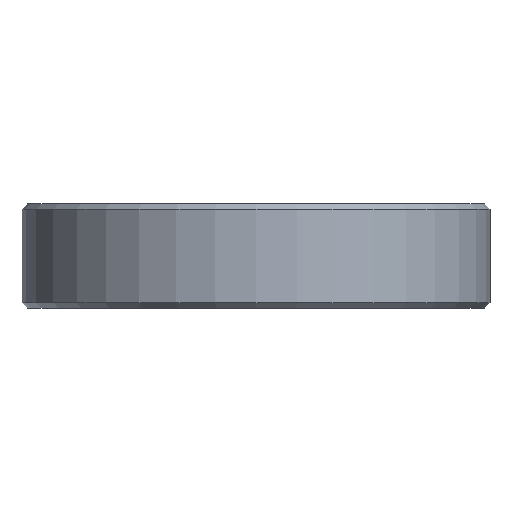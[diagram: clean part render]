
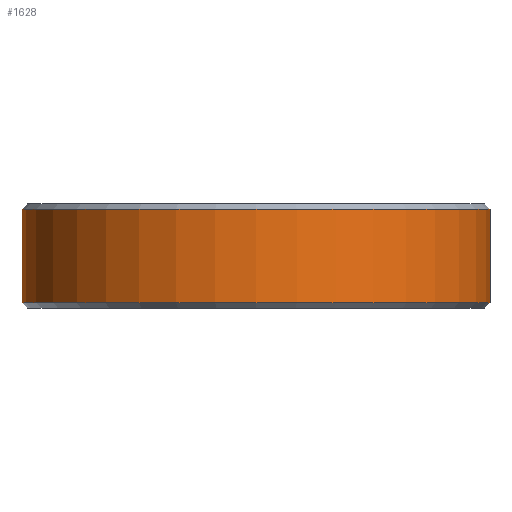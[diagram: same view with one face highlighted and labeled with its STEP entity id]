
A CAD part, front view. The second image highlights one B-rep face of the part: STEP entity #1628.
In plain terms, the highlighted cylindrical face has radius 28.575 mm (diameter 57.15 mm), a partial arc.
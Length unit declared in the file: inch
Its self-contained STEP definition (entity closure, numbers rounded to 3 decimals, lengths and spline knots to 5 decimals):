
#37 = CARTESIAN_POINT ( 'NONE',  ( 0., 0., -0.225 ) ) ;
#69 = DIRECTION ( 'NONE',  ( 0., 0., 1. ) ) ;
#137 = DIRECTION ( 'NONE',  ( 1., 0., 0. ) ) ;
#146 = CARTESIAN_POINT ( 'NONE',  ( -1.125, 0., -0.225 ) ) ;
#154 = LINE ( 'NONE', #674, #1155 ) ;
#191 = FACE_OUTER_BOUND ( 'NONE', #607, .T. ) ;
#254 = CIRCLE ( 'NONE', #979, 1.125 ) ;
#303 = CARTESIAN_POINT ( 'NONE',  ( 1.125, 0., -0.225 ) ) ;
#329 = EDGE_CURVE ( 'NONE', #375, #761, #429, .T. ) ;
#375 = VERTEX_POINT ( 'NONE', #303 ) ;
#394 = CARTESIAN_POINT ( 'NONE',  ( 0., 0., 0.225 ) ) ;
#429 = LINE ( 'NONE', #1060, #720 ) ;
#488 = ORIENTED_EDGE ( 'NONE', *, *, #940, .T. ) ;
#528 = CIRCLE ( 'NONE', #1235, 1.125 ) ;
#557 = DIRECTION ( 'NONE',  ( 0., 0., 1. ) ) ;
#591 = DIRECTION ( 'NONE',  ( 1., 0., 0. ) ) ;
#607 = EDGE_LOOP ( 'NONE', ( #1224, #488, #777, #1119 ) ) ;
#674 = CARTESIAN_POINT ( 'NONE',  ( -1.125, 0., 0.25 ) ) ;
#714 = CYLINDRICAL_SURFACE ( 'NONE', #1179, 1.125 ) ;
#720 = VECTOR ( 'NONE', #1434, 39.37008 ) ;
#761 = VERTEX_POINT ( 'NONE', #885 ) ;
#777 = ORIENTED_EDGE ( 'NONE', *, *, #329, .T. ) ;
#822 = EDGE_CURVE ( 'NONE', #1141, #761, #528, .T. ) ;
#851 = VERTEX_POINT ( 'NONE', #146 ) ;
#885 = CARTESIAN_POINT ( 'NONE',  ( 1.125, 0., 0.225 ) ) ;
#940 = EDGE_CURVE ( 'NONE', #851, #375, #254, .T. ) ;
#979 = AXIS2_PLACEMENT_3D ( 'NONE', #37, #557, #1062 ) ;
#1060 = CARTESIAN_POINT ( 'NONE',  ( 1.125, 0., 0.25 ) ) ;
#1062 = DIRECTION ( 'NONE',  ( 1., 0., 0. ) ) ;
#1119 = ORIENTED_EDGE ( 'NONE', *, *, #822, .F. ) ;
#1141 = VERTEX_POINT ( 'NONE', #1300 ) ;
#1144 = EDGE_CURVE ( 'NONE', #851, #1141, #154, .T. ) ;
#1155 = VECTOR ( 'NONE', #1173, 39.37008 ) ;
#1173 = DIRECTION ( 'NONE',  ( 0., 0., 1. ) ) ;
#1179 = AXIS2_PLACEMENT_3D ( 'NONE', #1213, #69, #591 ) ;
#1213 = CARTESIAN_POINT ( 'NONE',  ( 0., 0., 0.25 ) ) ;
#1224 = ORIENTED_EDGE ( 'NONE', *, *, #1144, .F. ) ;
#1235 = AXIS2_PLACEMENT_3D ( 'NONE', #394, #1280, #137 ) ;
#1280 = DIRECTION ( 'NONE',  ( 0., 0., 1. ) ) ;
#1300 = CARTESIAN_POINT ( 'NONE',  ( -1.125, 0., 0.225 ) ) ;
#1434 = DIRECTION ( 'NONE',  ( 0., 0., 1. ) ) ;
#1628 = ADVANCED_FACE ( 'NONE', ( #191 ), #714, .T. ) ;
